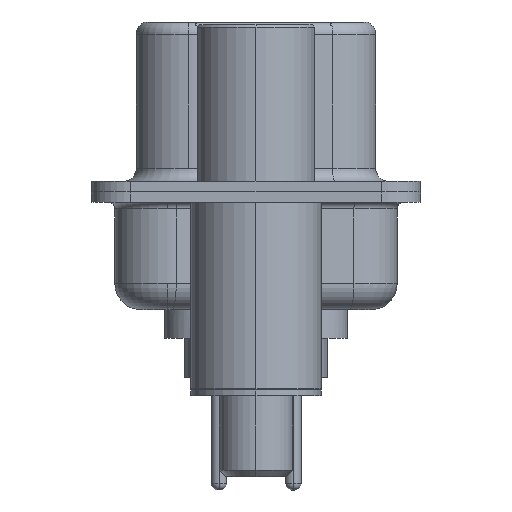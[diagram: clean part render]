
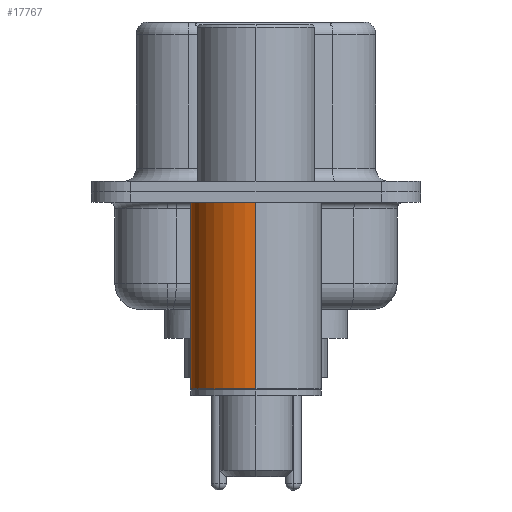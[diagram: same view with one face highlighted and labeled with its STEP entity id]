
A CAD part, left-side view. The second image highlights one B-rep face of the part: STEP entity #17767.
In plain terms, the highlighted cylindrical face has radius 2.5 mm (diameter 5 mm), a partial arc.
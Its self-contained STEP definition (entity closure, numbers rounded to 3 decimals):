
#13 = CARTESIAN_POINT ( 'NONE',  ( 0., 0., 0.581 ) ) ;
#198 = CIRCLE ( 'NONE', #17143, 2.5 ) ;
#919 = CYLINDRICAL_SURFACE ( 'NONE', #24364, 2.5 ) ;
#948 = EDGE_CURVE ( 'NONE', #9080, #14623, #22467, .T. ) ;
#1111 = VECTOR ( 'NONE', #11119, 1000. ) ;
#1794 = CARTESIAN_POINT ( 'NONE',  ( 2.5, 0., -7.525 ) ) ;
#1862 = AXIS2_PLACEMENT_3D ( 'NONE', #14402, #2404, #16263 ) ;
#2404 = DIRECTION ( 'NONE',  ( 0., 0., 1. ) ) ;
#3139 = CARTESIAN_POINT ( 'NONE',  ( 2.5, 0., -0.4 ) ) ;
#3443 = VERTEX_POINT ( 'NONE', #18643 ) ;
#4315 = CARTESIAN_POINT ( 'NONE',  ( -2.5, 0., -0.4 ) ) ;
#5988 = ORIENTED_EDGE ( 'NONE', *, *, #15071, .T. ) ;
#6552 = VECTOR ( 'NONE', #21404, 1000. ) ;
#7392 = CARTESIAN_POINT ( 'NONE',  ( 0., 0., -0.4 ) ) ;
#7944 = CARTESIAN_POINT ( 'NONE',  ( -2.5, 0., 0.581 ) ) ;
#8544 = ORIENTED_EDGE ( 'NONE', *, *, #948, .F. ) ;
#9080 = VERTEX_POINT ( 'NONE', #1794 ) ;
#9426 = DIRECTION ( 'NONE',  ( 1., 0., 0. ) ) ;
#11119 = DIRECTION ( 'NONE',  ( 0., 0., 1. ) ) ;
#13865 = CIRCLE ( 'NONE', #1862, 2.5 ) ;
#14402 = CARTESIAN_POINT ( 'NONE',  ( 0., 0., -7.525 ) ) ;
#14623 = VERTEX_POINT ( 'NONE', #3139 ) ;
#15071 = EDGE_CURVE ( 'NONE', #9080, #3443, #13865, .T. ) ;
#15963 = CARTESIAN_POINT ( 'NONE',  ( 2.5, 0., 0.581 ) ) ;
#16263 = DIRECTION ( 'NONE',  ( 1., 0., 0. ) ) ;
#17143 = AXIS2_PLACEMENT_3D ( 'NONE', #7392, #20898, #9426 ) ;
#17748 = DIRECTION ( 'NONE',  ( 0., 0., 1. ) ) ;
#17767 = ADVANCED_FACE ( 'NONE', ( #22293 ), #919, .T. ) ;
#18437 = VERTEX_POINT ( 'NONE', #4315 ) ;
#18643 = CARTESIAN_POINT ( 'NONE',  ( -2.5, 0., -7.525 ) ) ;
#19659 = EDGE_LOOP ( 'NONE', ( #5988, #20109, #25093, #8544 ) ) ;
#20109 = ORIENTED_EDGE ( 'NONE', *, *, #22002, .T. ) ;
#20898 = DIRECTION ( 'NONE',  ( 0., 0., 1. ) ) ;
#21404 = DIRECTION ( 'NONE',  ( 0., 0., 1. ) ) ;
#22002 = EDGE_CURVE ( 'NONE', #3443, #18437, #23108, .T. ) ;
#22293 = FACE_OUTER_BOUND ( 'NONE', #19659, .T. ) ;
#22467 = LINE ( 'NONE', #15963, #1111 ) ;
#22955 = EDGE_CURVE ( 'NONE', #14623, #18437, #198, .T. ) ;
#23108 = LINE ( 'NONE', #7944, #6552 ) ;
#23279 = DIRECTION ( 'NONE',  ( 1., 0., 0. ) ) ;
#24364 = AXIS2_PLACEMENT_3D ( 'NONE', #13, #17748, #23279 ) ;
#25093 = ORIENTED_EDGE ( 'NONE', *, *, #22955, .F. ) ;
